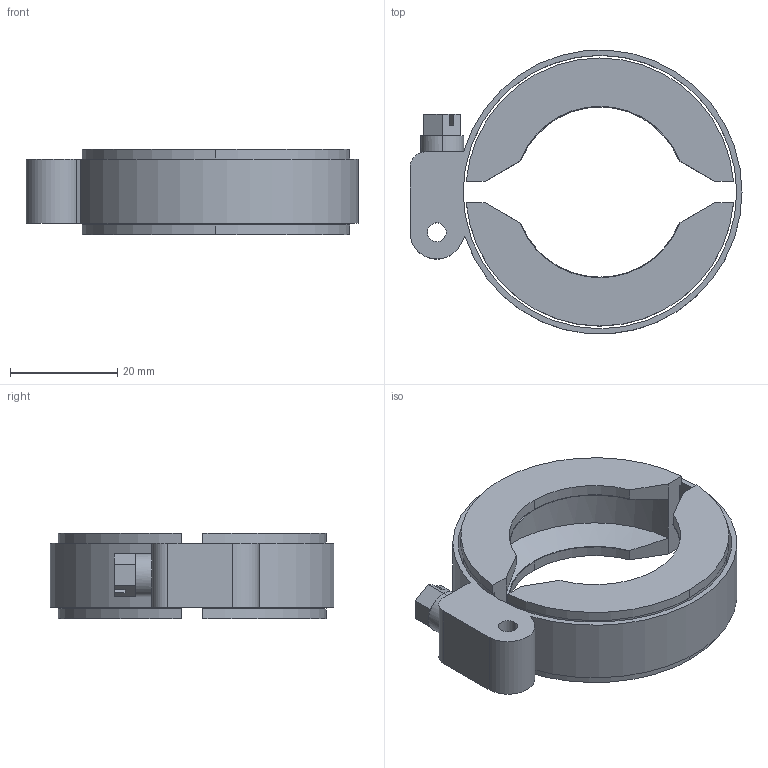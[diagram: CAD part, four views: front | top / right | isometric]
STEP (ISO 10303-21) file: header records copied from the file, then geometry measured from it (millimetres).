
FILE_DESCRIPTION (( 'STEP AP214' ), '1' );
FILE_NAME ('110BSB025.step', '2017-07-06T08:53:28', ( 'install' ), ( '' ), 'SwSTEP 2.0', 'SolidWorks 2015', '' );
FILE_SCHEMA (( 'AUTOMOTIVE_DESIGN' ));
Length unit declared in the file: millimetre
Products named in the file (1): 110BSB025
Bounding box: 61.92 x 52.88 x 16 mm (x, y, z)
Volume: 14398 mm3; surface area: 12793 mm2
Topology: 3 solids, 3 shells, 86 faces, 215 edges, 135 vertices
Faces by surface type: plane 48, cylinder 32, cone 6
Entity records: 3572 total; most frequent: CARTESIAN_POINT 461, DIRECTION 460, ORIENTED_EDGE 430, EDGE_CURVE 215, AXIS2_PLACEMENT_3D 166, VERTEX_POINT 135, VECTOR 128, LINE 128
